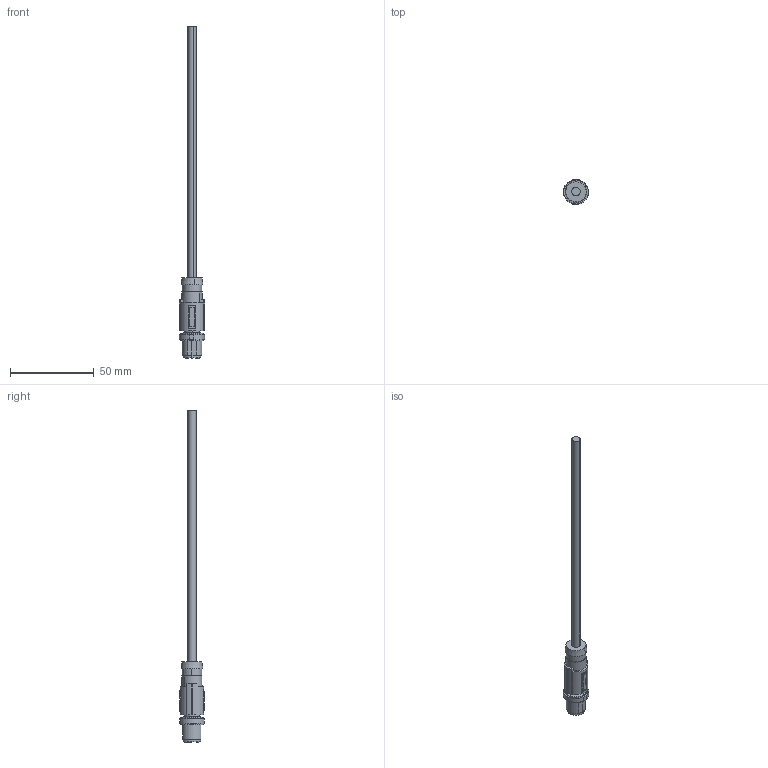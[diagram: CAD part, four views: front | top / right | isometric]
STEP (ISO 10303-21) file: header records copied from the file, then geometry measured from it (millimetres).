
FILE_DESCRIPTION (( 'STEP AP214' ), '1' );
FILE_NAME ('0E011455_mit Kabel.STEP', '2025-05-07T13:00:54', ( '' ), ( '' ), 'SwSTEP 2.0', 'SolidWorks 2024', '' );
FILE_SCHEMA (( 'AUTOMOTIVE_DESIGN' ));
Length unit declared in the file: millimetre
Products named in the file (3): 0E011455(2); SAC_4P_M12MS_SH-select_3; 0E011455_mit Kabel
Assembly tree (2 placements, depth 3):
  0E011455_mit Kabel
    0E011455(2)
      SAC_4P_M12MS_SH-select_3
Bounding box: 15 x 14.74 x 197.7 mm (x, y, z)
Volume: 8702.7 mm3; surface area: 5253.9 mm2
Topology: 1 solids, 1 shells, 257 faces, 692 edges, 460 vertices
Faces by surface type: plane 205, cylinder 46, cone 6
Entity records: 8243 total; most frequent: CARTESIAN_POINT 1625, ORIENTED_EDGE 1384, DIRECTION 1310, EDGE_CURVE 692, LINE 572, VECTOR 572, VERTEX_POINT 460, AXIS2_PLACEMENT_3D 369
